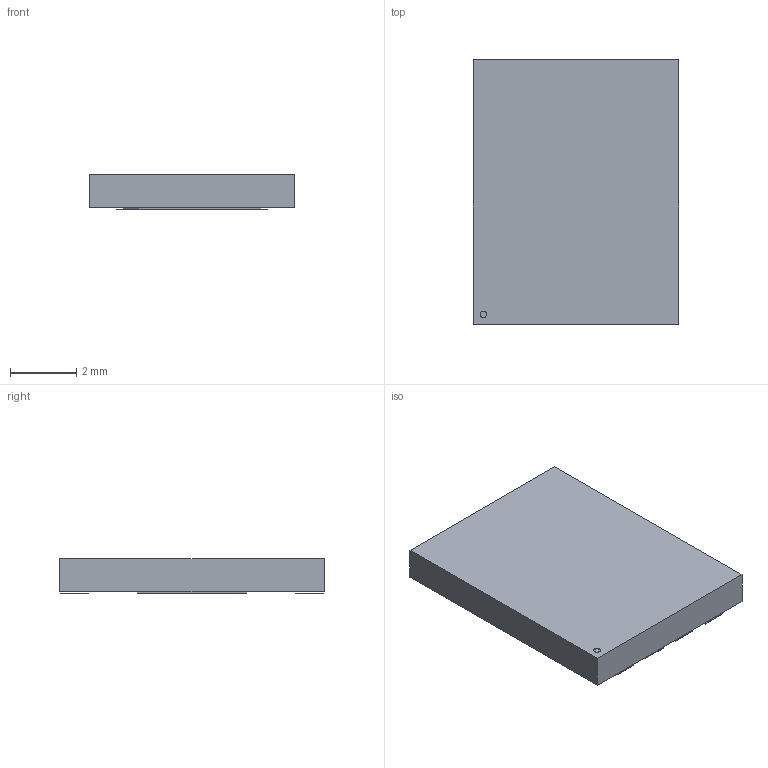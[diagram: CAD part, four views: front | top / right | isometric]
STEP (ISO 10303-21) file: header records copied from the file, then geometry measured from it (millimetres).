
FILE_DESCRIPTION(/* description */ ('model of LGA-8_8x6.2mm_P1.27mm'),/* implementation_level */ '2;1');
FILE_NAME(/* name */ 'LGA-8_8x6.2mm_P1.27mm.step',/* time_stamp */ '2021-04-29T23:48:22',/* author */ ('kicad StepUp','ksu'),/* organization */ ('FreeCAD'),/* preprocessor_version */ 'OCC',/* originating_system */ 'kicad StepUp',/* authorisation */ '');
FILE_SCHEMA(('AUTOMOTIVE_DESIGN { 1 0 10303 214 1 1 1 1 }'));
Length unit declared in the file: millimetre
Products named in the file (1): LGA_8_8x62mm_P127mm
Bounding box: 6.2 x 8 x 1.05 mm (x, y, z)
Volume: 50.3 mm3; surface area: 138.8 mm2
Topology: 9 solids, 9 shells, 62 faces, 126 edges, 84 vertices
Faces by surface type: plane 61, cylinder 1
Full cylindrical faces by diameter (mm): 0.2 x1
Entity records: 3364 total; most frequent: CARTESIAN_POINT 536, DIRECTION 500, LINE 369, VECTOR 369, ORIENTED_EDGE 252, PCURVE 252, DEFINITIONAL_REPRESENTATION 252, EDGE_CURVE 126
